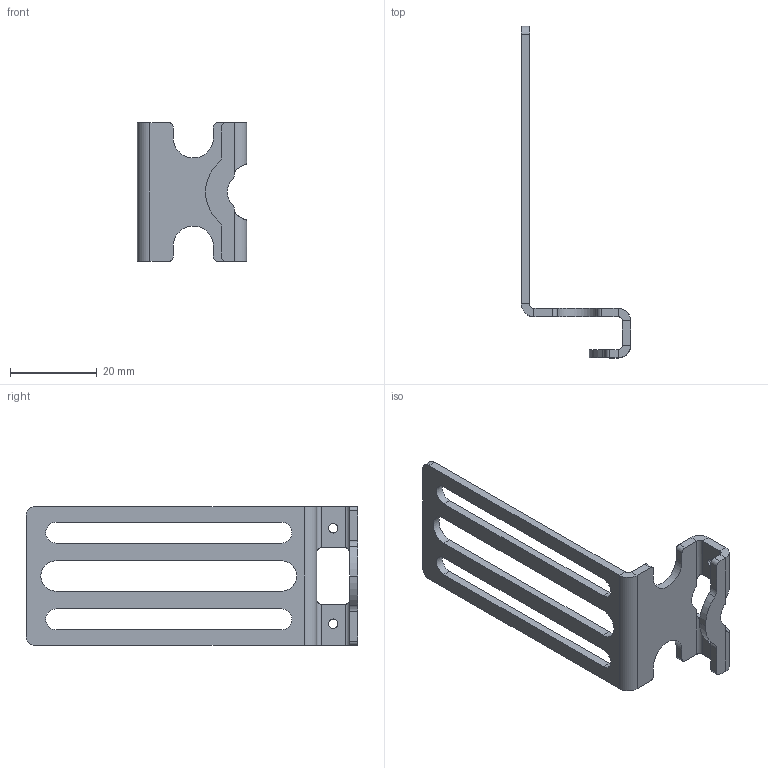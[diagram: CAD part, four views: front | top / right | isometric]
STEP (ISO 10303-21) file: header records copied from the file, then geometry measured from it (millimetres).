
FILE_DESCRIPTION((''),'2;1');
FILE_NAME('156483_SW','2011-02-03T',('banengservice'),('BANNER ENGINEERING'),'PRO/ENGINEER BY PARAMETRIC TECHNOLOGY CORPORATION, 2009141','PRO/ENGINEER BY PARAMETRIC TECHNOLOGY CORPORATION, 2009141','');
FILE_SCHEMA(('CONFIG_CONTROL_DESIGN'));
Length unit declared in the file: inch
Products named in the file (1): 156483_SW
Bounding box: 25.2 x 76.5 x 32 mm (x, y, z)
Volume: 3865 mm3; surface area: 5423.9 mm2
Topology: 1 solids, 1 shells, 89 faces, 227 edges, 138 vertices
Faces by surface type: plane 45, cylinder 40, bspline 4
Entity records: 2965 total; most frequent: CARTESIAN_POINT 730, DIRECTION 461, ORIENTED_EDGE 454, EDGE_CURVE 227, AXIS2_PLACEMENT_3D 157, VECTOR 147, LINE 147, VERTEX_POINT 138
